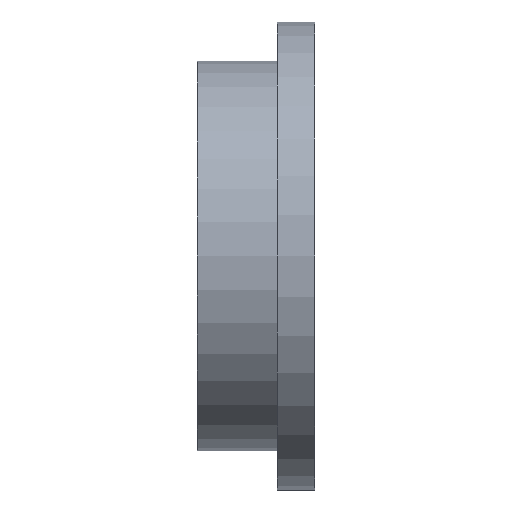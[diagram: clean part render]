
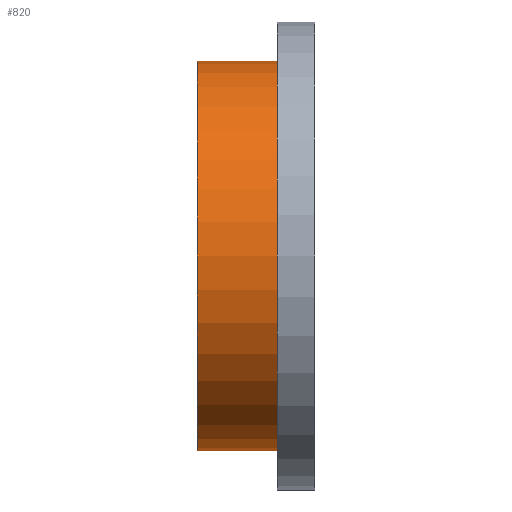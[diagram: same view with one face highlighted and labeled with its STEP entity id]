
A CAD part, left-side view. The second image highlights one B-rep face of the part: STEP entity #820.
In plain terms, the highlighted cylindrical face has radius 63.5 mm (diameter 127 mm), a partial arc.
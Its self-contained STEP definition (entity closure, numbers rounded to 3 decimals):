
#9 = CARTESIAN_POINT ( 'NONE',  ( 0., 38.1, 0. ) ) ;
#29 = VERTEX_POINT ( 'NONE', #97 ) ;
#38 = VERTEX_POINT ( 'NONE', #88 ) ;
#49 = VERTEX_POINT ( 'NONE', #77 ) ;
#54 = VERTEX_POINT ( 'NONE', #72 ) ;
#72 = CARTESIAN_POINT ( 'NONE',  ( 0., 38.1, 63.5 ) ) ;
#77 = CARTESIAN_POINT ( 'NONE',  ( 0., 12.1, 63.5 ) ) ;
#88 = CARTESIAN_POINT ( 'NONE',  ( 0., 38.1, -63.5 ) ) ;
#97 = CARTESIAN_POINT ( 'NONE',  ( 0., 12.1, -63.5 ) ) ;
#184 = CIRCLE ( 'NONE', #1013, 63.5 ) ;
#191 = CIRCLE ( 'NONE', #1006, 63.5 ) ;
#234 = LINE ( 'NONE', #719, #238 ) ;
#236 = LINE ( 'NONE', #704, #243 ) ;
#238 = VECTOR ( 'NONE', #695, 1000. ) ;
#243 = VECTOR ( 'NONE', #696, 1000. ) ;
#337 = CYLINDRICAL_SURFACE ( 'NONE', #946, 63.5 ) ;
#339 = FACE_OUTER_BOUND ( 'NONE', #473, .T. ) ;
#462 = ORIENTED_EDGE ( 'NONE', *, *, #919, .T. ) ;
#473 = EDGE_LOOP ( 'NONE', ( #497, #499, #500, #462 ) ) ;
#497 = ORIENTED_EDGE ( 'NONE', *, *, #885, .F. ) ;
#499 = ORIENTED_EDGE ( 'NONE', *, *, #926, .F. ) ;
#500 = ORIENTED_EDGE ( 'NONE', *, *, #887, .T. ) ;
#598 = DIRECTION ( 'NONE',  ( 0., -1., 0. ) ) ;
#599 = DIRECTION ( 'NONE',  ( 0., 0., -1. ) ) ;
#695 = DIRECTION ( 'NONE',  ( 0., -1., 0. ) ) ;
#696 = DIRECTION ( 'NONE',  ( 0., -1., 0. ) ) ;
#704 = CARTESIAN_POINT ( 'NONE',  ( 0., 38.1, 63.5 ) ) ;
#719 = CARTESIAN_POINT ( 'NONE',  ( 0., 38.1, -63.5 ) ) ;
#820 = ADVANCED_FACE ( 'NONE', ( #339 ), #337, .T. ) ;
#885 = EDGE_CURVE ( 'NONE', #54, #49, #236, .T. ) ;
#887 = EDGE_CURVE ( 'NONE', #38, #29, #234, .T. ) ;
#919 = EDGE_CURVE ( 'NONE', #29, #49, #191, .T. ) ;
#926 = EDGE_CURVE ( 'NONE', #38, #54, #184, .T. ) ;
#946 = AXIS2_PLACEMENT_3D ( 'NONE', #9, #598, #599 ) ;
#1006 = AXIS2_PLACEMENT_3D ( 'NONE', #1086, #1093, #1094 ) ;
#1013 = AXIS2_PLACEMENT_3D ( 'NONE', #1107, #1114, #1115 ) ;
#1086 = CARTESIAN_POINT ( 'NONE',  ( 0., 12.1, 0. ) ) ;
#1093 = DIRECTION ( 'NONE',  ( 0., 1., 0. ) ) ;
#1094 = DIRECTION ( 'NONE',  ( 0., 0., 1. ) ) ;
#1107 = CARTESIAN_POINT ( 'NONE',  ( 0., 38.1, 0. ) ) ;
#1114 = DIRECTION ( 'NONE',  ( 0., 1., 0. ) ) ;
#1115 = DIRECTION ( 'NONE',  ( 0., 0., 1. ) ) ;
